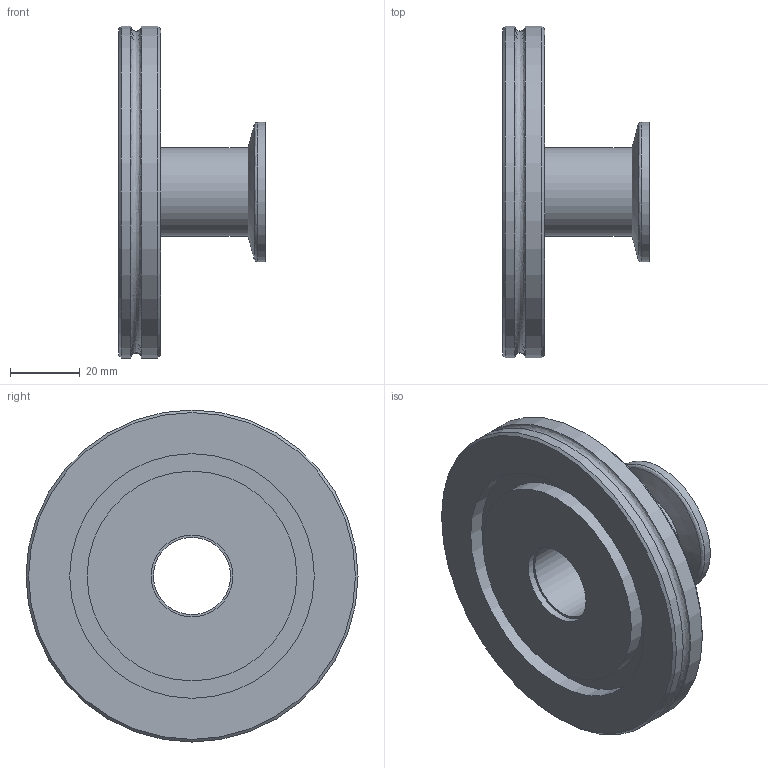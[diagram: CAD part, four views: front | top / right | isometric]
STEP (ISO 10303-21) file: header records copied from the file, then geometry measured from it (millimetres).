
FILE_DESCRIPTION (( 'STEP AP214' ), '1' );
FILE_NAME ('AD1ISOK63KF25 FULLVAC·.STEP', '2019-10-22T14:35:19', ( '' ), ( '' ), 'SwSTEP 2.0', 'SolidWorks 2017', '' );
FILE_SCHEMA (( 'AUTOMOTIVE_DESIGN' ));
Length unit declared in the file: millimetre
Products named in the file (3): 1^AD1ISOK63KF25 FULLVAC·; AD1ISOK63KF25 FULLVAC·; 2^AD1ISOK63KF25 FULLVAC·
Assembly tree (2 placements, depth 2):
  AD1ISOK63KF25 FULLVAC·
    1^AD1ISOK63KF25 FULLVAC·
    2^AD1ISOK63KF25 FULLVAC·
Bounding box: 42 x 95 x 95 mm (x, y, z)
Volume: 77350.2 mm3; surface area: 28672.2 mm2
Topology: 2 solids, 2 shells, 28 faces, 51 edges, 33 vertices
Faces by surface type: cylinder 12, plane 10, cone 3, bspline 3
Full cylindrical faces by diameter (mm): 22.1 x1, 23.4 x1, 25.4 x1, 25.6 x1, 26.2 x1, 40 x1, 60 x1, 70 x1, 77.3 x1, 90 x1, 95 x2
Entity records: 759 total; most frequent: CARTESIAN_POINT 178, DIRECTION 114, ORIENTED_EDGE 58, AXIS2_PLACEMENT_3D 57, EDGE_LOOP 56, FACE_OUTER_BOUND 43, EDGE_CURVE 29, VERTEX_POINT 29
